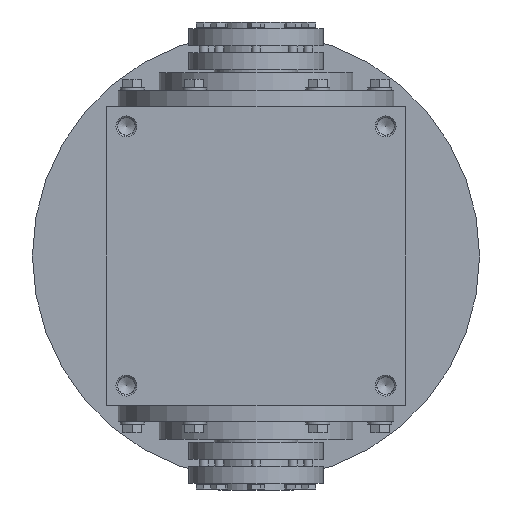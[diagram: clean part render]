
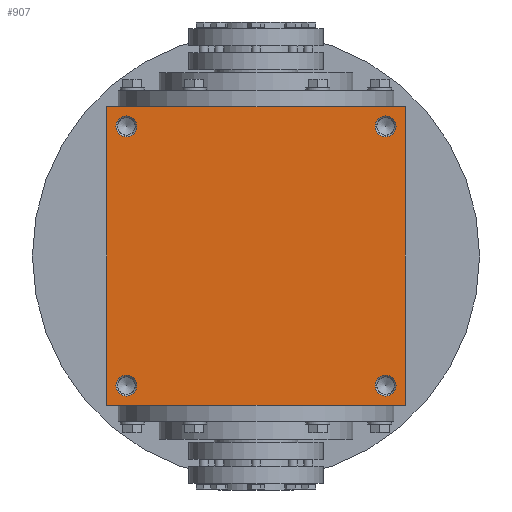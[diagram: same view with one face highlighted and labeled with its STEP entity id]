
A CAD part, left-side view. The second image highlights one B-rep face of the part: STEP entity #907.
In plain terms, the highlighted face is planar.
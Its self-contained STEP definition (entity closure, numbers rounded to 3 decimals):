
#907 = ADVANCED_FACE( '', ( #1920, #1921, #1922, #1923, #1924 ), #1925, .F. );
#1920 = FACE_BOUND( '', #3116, .T. );
#1921 = FACE_BOUND( '', #3117, .T. );
#1922 = FACE_BOUND( '', #3118, .T. );
#1923 = FACE_BOUND( '', #3119, .T. );
#1924 = FACE_OUTER_BOUND( '', #3120, .T. );
#1925 = PLANE( '', #3121 );
#3116 = EDGE_LOOP( '', ( #4929 ) );
#3117 = EDGE_LOOP( '', ( #4930 ) );
#3118 = EDGE_LOOP( '', ( #4931 ) );
#3119 = EDGE_LOOP( '', ( #4932 ) );
#3120 = EDGE_LOOP( '', ( #4933, #4934, #4935, #4936 ) );
#3121 = AXIS2_PLACEMENT_3D( '', #4937, #4938, #4939 );
#4929 = ORIENTED_EDGE( '', *, *, #6586, .F. );
#4930 = ORIENTED_EDGE( '', *, *, #6778, .T. );
#4931 = ORIENTED_EDGE( '', *, *, #6779, .F. );
#4932 = ORIENTED_EDGE( '', *, *, #6780, .T. );
#4933 = ORIENTED_EDGE( '', *, *, #6737, .F. );
#4934 = ORIENTED_EDGE( '', *, *, #6278, .F. );
#4935 = ORIENTED_EDGE( '', *, *, #6781, .F. );
#4936 = ORIENTED_EDGE( '', *, *, #6782, .F. );
#4937 = CARTESIAN_POINT( '', ( 0., 0., -100. ) );
#4938 = DIRECTION( '', ( 0., 0., 1. ) );
#4939 = DIRECTION( '', ( 1., 0., 0. ) );
#6278 = EDGE_CURVE( '', #7274, #7275, #7276, .T. );
#6586 = EDGE_CURVE( '', #7770, #7770, #7771, .T. );
#6737 = EDGE_CURVE( '', #7275, #7982, #7983, .T. );
#6778 = EDGE_CURVE( '', #8047, #8047, #8048, .T. );
#6779 = EDGE_CURVE( '', #8049, #8049, #8050, .T. );
#6780 = EDGE_CURVE( '', #8051, #8051, #8052, .T. );
#6781 = EDGE_CURVE( '', #8053, #7274, #8054, .T. );
#6782 = EDGE_CURVE( '', #7982, #8053, #8055, .T. );
#7274 = VERTEX_POINT( '', #8685 );
#7275 = VERTEX_POINT( '', #8686 );
#7276 = LINE( '', #8687, #8688 );
#7770 = VERTEX_POINT( '', #9461 );
#7771 = CIRCLE( '', #9462, 7. );
#7982 = VERTEX_POINT( '', #9831 );
#7983 = LINE( '', #9832, #9833 );
#8047 = VERTEX_POINT( '', #9937 );
#8048 = CIRCLE( '', #9938, 7. );
#8049 = VERTEX_POINT( '', #9939 );
#8050 = CIRCLE( '', #9940, 7. );
#8051 = VERTEX_POINT( '', #9941 );
#8052 = CIRCLE( '', #9942, 7. );
#8053 = VERTEX_POINT( '', #9943 );
#8054 = LINE( '', #9944, #9945 );
#8055 = LINE( '', #9946, #9947 );
#8685 = CARTESIAN_POINT( '', ( 100., 100., -100. ) );
#8686 = CARTESIAN_POINT( '', ( -100., 100., -100. ) );
#8687 = CARTESIAN_POINT( '', ( 100., 100., -100. ) );
#8688 = VECTOR( '', #10646, 1000. );
#9461 = CARTESIAN_POINT( '', ( -94., 87., -100. ) );
#9462 = AXIS2_PLACEMENT_3D( '', #11100, #11101, #11102 );
#9831 = CARTESIAN_POINT( '', ( -100., -100., -100. ) );
#9832 = CARTESIAN_POINT( '', ( -100., 100., -100. ) );
#9833 = VECTOR( '', #11292, 1000. );
#9937 = CARTESIAN_POINT( '', ( 94., 87., -100. ) );
#9938 = AXIS2_PLACEMENT_3D( '', #11339, #11340, #11341 );
#9939 = CARTESIAN_POINT( '', ( -94., -87., -100. ) );
#9940 = AXIS2_PLACEMENT_3D( '', #11342, #11343, #11344 );
#9941 = CARTESIAN_POINT( '', ( 94., -87., -100. ) );
#9942 = AXIS2_PLACEMENT_3D( '', #11345, #11346, #11347 );
#9943 = CARTESIAN_POINT( '', ( 100., -100., -100. ) );
#9944 = CARTESIAN_POINT( '', ( 100., -100., -100. ) );
#9945 = VECTOR( '', #11348, 1000. );
#9946 = CARTESIAN_POINT( '', ( -100., -100., -100. ) );
#9947 = VECTOR( '', #11349, 1000. );
#10646 = DIRECTION( '', ( -1., 0., 0. ) );
#11100 = CARTESIAN_POINT( '', ( -87., 87., -100. ) );
#11101 = DIRECTION( '', ( 0., 0., -1. ) );
#11102 = DIRECTION( '', ( -1., 0., 0. ) );
#11292 = DIRECTION( '', ( 0., -1., 0. ) );
#11339 = CARTESIAN_POINT( '', ( 87., 87., -100. ) );
#11340 = DIRECTION( '', ( 0., 0., 1. ) );
#11341 = DIRECTION( '', ( 1., 0., 0. ) );
#11342 = CARTESIAN_POINT( '', ( -87., -87., -100. ) );
#11343 = DIRECTION( '', ( 0., 0., -1. ) );
#11344 = DIRECTION( '', ( -1., 0., 0. ) );
#11345 = CARTESIAN_POINT( '', ( 87., -87., -100. ) );
#11346 = DIRECTION( '', ( 0., 0., 1. ) );
#11347 = DIRECTION( '', ( 1., 0., 0. ) );
#11348 = DIRECTION( '', ( 0., 1., 0. ) );
#11349 = DIRECTION( '', ( 1., 0., 0. ) );
